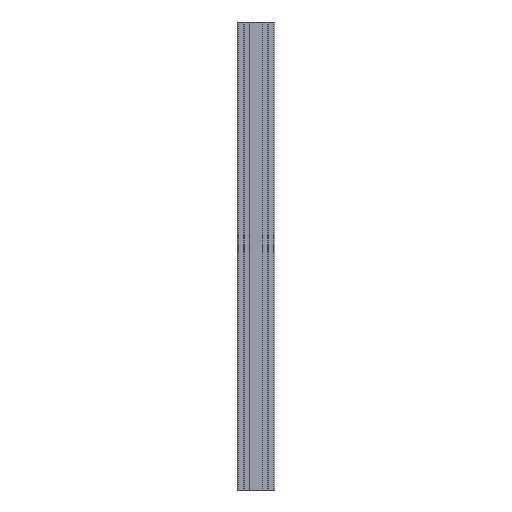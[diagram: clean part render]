
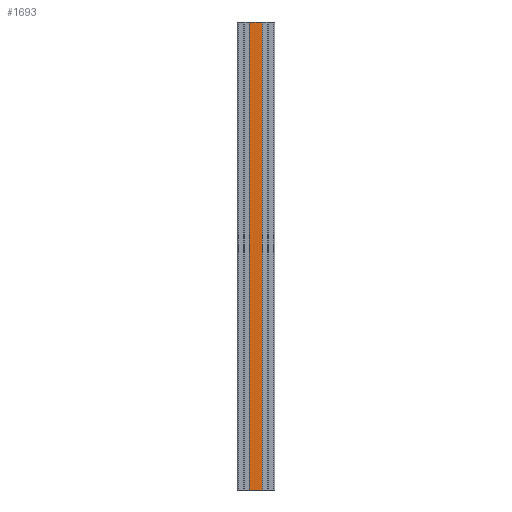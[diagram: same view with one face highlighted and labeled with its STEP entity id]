
A CAD part, left-side view. The second image highlights one B-rep face of the part: STEP entity #1693.
In plain terms, the highlighted planar face has unit normal (-1, 0, 0).
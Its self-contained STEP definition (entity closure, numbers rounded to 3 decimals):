
#315 = EDGE_CURVE ( 'NONE', #6687, #7495, #913, .T. ) ;
#647 = DIRECTION ( 'NONE',  ( 0., 0., 1. ) ) ;
#681 = FACE_OUTER_BOUND ( 'NONE', #7833, .T. ) ;
#913 = LINE ( 'NONE', #12137, #14039 ) ;
#1246 = CARTESIAN_POINT ( 'NONE',  ( -20., -6.325, -1000. ) ) ;
#1669 = DIRECTION ( 'NONE',  ( 0., 1., 0. ) ) ;
#1693 = ADVANCED_FACE ( 'NONE', ( #681 ), #3233, .T. ) ;
#2100 = DIRECTION ( 'NONE',  ( 0., -1., 0. ) ) ;
#2116 = ORIENTED_EDGE ( 'NONE', *, *, #5952, .T. ) ;
#3233 = PLANE ( 'NONE',  #8333 ) ;
#3511 = CARTESIAN_POINT ( 'NONE',  ( -20., -5.1, 0. ) ) ;
#3528 = LINE ( 'NONE', #15023, #12451 ) ;
#4915 = LINE ( 'NONE', #3511, #10605 ) ;
#5150 = EDGE_CURVE ( 'NONE', #8398, #8176, #6207, .T. ) ;
#5901 = CARTESIAN_POINT ( 'NONE',  ( -20., -6.325, 0. ) ) ;
#5952 = EDGE_CURVE ( 'NONE', #8176, #7495, #4915, .T. ) ;
#6207 = LINE ( 'NONE', #10663, #9984 ) ;
#6687 = VERTEX_POINT ( 'NONE', #1246 ) ;
#7371 = CARTESIAN_POINT ( 'NONE',  ( -20., -33.675, -1000. ) ) ;
#7495 = VERTEX_POINT ( 'NONE', #5901 ) ;
#7833 = EDGE_LOOP ( 'NONE', ( #15414, #15865, #2116, #17365 ) ) ;
#8176 = VERTEX_POINT ( 'NONE', #13507 ) ;
#8279 = EDGE_CURVE ( 'NONE', #6687, #8398, #3528, .T. ) ;
#8333 = AXIS2_PLACEMENT_3D ( 'NONE', #14817, #13403, #13585 ) ;
#8398 = VERTEX_POINT ( 'NONE', #7371 ) ;
#9249 = DIRECTION ( 'NONE',  ( 0., 0., 1. ) ) ;
#9984 = VECTOR ( 'NONE', #9249, 1000. ) ;
#10605 = VECTOR ( 'NONE', #1669, 1000. ) ;
#10663 = CARTESIAN_POINT ( 'NONE',  ( -20., -33.675, 0. ) ) ;
#12137 = CARTESIAN_POINT ( 'NONE',  ( -20., -6.325, 0. ) ) ;
#12451 = VECTOR ( 'NONE', #2100, 1000. ) ;
#13403 = DIRECTION ( 'NONE',  ( -1., 0., 0. ) ) ;
#13507 = CARTESIAN_POINT ( 'NONE',  ( -20., -33.675, 0. ) ) ;
#13585 = DIRECTION ( 'NONE',  ( 0., 1., 0. ) ) ;
#14039 = VECTOR ( 'NONE', #647, 1000. ) ;
#14817 = CARTESIAN_POINT ( 'NONE',  ( -20., -5.1, -1028.284 ) ) ;
#15023 = CARTESIAN_POINT ( 'NONE',  ( -20., -5.1, -1000. ) ) ;
#15414 = ORIENTED_EDGE ( 'NONE', *, *, #8279, .T. ) ;
#15865 = ORIENTED_EDGE ( 'NONE', *, *, #5150, .T. ) ;
#17365 = ORIENTED_EDGE ( 'NONE', *, *, #315, .F. ) ;
